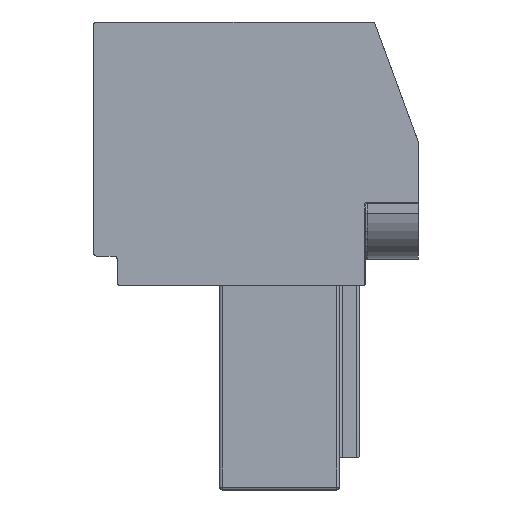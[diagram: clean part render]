
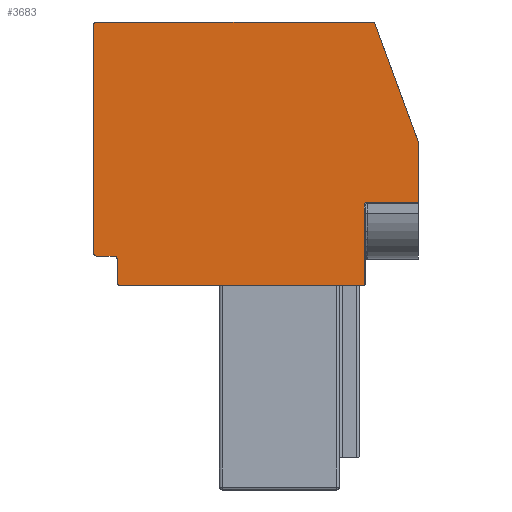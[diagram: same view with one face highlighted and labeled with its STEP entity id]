
A CAD part, front view. The second image highlights one B-rep face of the part: STEP entity #3683.
In plain terms, the highlighted planar face has unit normal (0, -1, 0).
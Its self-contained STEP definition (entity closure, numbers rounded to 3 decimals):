
#340 = VERTEX_POINT ( 'NONE', #9631 ) ;
#563 = EDGE_CURVE ( 'NONE', #14970, #18752, #15884, .T. ) ;
#619 = CARTESIAN_POINT ( 'NONE',  ( -43.4, -76.154, -3.786 ) ) ;
#650 = DIRECTION ( 'NONE',  ( -1., 0., 0. ) ) ;
#671 = ORIENTED_EDGE ( 'NONE', *, *, #3173, .T. ) ;
#930 = CIRCLE ( 'NONE', #18422, 0.1 ) ;
#939 = EDGE_CURVE ( 'NONE', #10577, #4439, #7479, .T. ) ;
#953 = LINE ( 'NONE', #7267, #5742 ) ;
#977 = ORIENTED_EDGE ( 'NONE', *, *, #11667, .T. ) ;
#1079 = AXIS2_PLACEMENT_3D ( 'NONE', #21444, #21424, #21413 ) ;
#1086 = CARTESIAN_POINT ( 'NONE',  ( -42.5, -76.154, -12.786 ) ) ;
#1175 = VECTOR ( 'NONE', #3203, 1000. ) ;
#1366 = VERTEX_POINT ( 'NONE', #21600 ) ;
#1600 = VERTEX_POINT ( 'NONE', #2050 ) ;
#1972 = EDGE_CURVE ( 'NONE', #25841, #340, #26130, .T. ) ;
#2010 = ORIENTED_EDGE ( 'NONE', *, *, #1972, .T. ) ;
#2045 = ORIENTED_EDGE ( 'NONE', *, *, #8193, .T. ) ;
#2050 = CARTESIAN_POINT ( 'NONE',  ( -43.4, -76.154, -3.886 ) ) ;
#2447 = AXIS2_PLACEMENT_3D ( 'NONE', #24851, #24831, #24826 ) ;
#2667 = VECTOR ( 'NONE', #25334, 1000. ) ;
#3135 = DIRECTION ( 'NONE',  ( 0., 0., -1. ) ) ;
#3173 = EDGE_CURVE ( 'NONE', #1366, #25841, #7058, .T. ) ;
#3203 = DIRECTION ( 'NONE',  ( 0., 0., 1. ) ) ;
#3523 = DIRECTION ( 'NONE',  ( -0.344, 0., 0.939 ) ) ;
#3683 = ADVANCED_FACE ( 'NONE', ( #12322 ), #5952, .F. ) ;
#4029 = EDGE_CURVE ( 'NONE', #5841, #8058, #930, .T. ) ;
#4439 = VERTEX_POINT ( 'NONE', #6079 ) ;
#4903 = VERTEX_POINT ( 'NONE', #19781 ) ;
#5140 = CARTESIAN_POINT ( 'NONE',  ( -42.7, -76.154, -11.786 ) ) ;
#5553 = EDGE_CURVE ( 'NONE', #14525, #20216, #18577, .T. ) ;
#5589 = CARTESIAN_POINT ( 'NONE',  ( -43.3, -76.154, -3.886 ) ) ;
#5619 = ORIENTED_EDGE ( 'NONE', *, *, #7824, .T. ) ;
#5742 = VECTOR ( 'NONE', #3135, 1000. ) ;
#5774 = ORIENTED_EDGE ( 'NONE', *, *, #563, .T. ) ;
#5841 = VERTEX_POINT ( 'NONE', #23244 ) ;
#5952 = PLANE ( 'NONE',  #24961 ) ;
#5996 = CARTESIAN_POINT ( 'NONE',  ( -42.6, -76.154, 0. ) ) ;
#6079 = CARTESIAN_POINT ( 'NONE',  ( -43.3, -76.154, -11.786 ) ) ;
#6629 = LINE ( 'NONE', #9366, #1175 ) ;
#7058 = CIRCLE ( 'NONE', #2447, 0.1 ) ;
#7127 = ORIENTED_EDGE ( 'NONE', *, *, #13512, .T. ) ;
#7267 = CARTESIAN_POINT ( 'NONE',  ( -43.4, -76.154, -12.786 ) ) ;
#7479 = CIRCLE ( 'NONE', #1079, 0.1 ) ;
#7676 = DIRECTION ( 'NONE',  ( 0., 0., 1. ) ) ;
#7824 = EDGE_CURVE ( 'NONE', #340, #1600, #17729, .T. ) ;
#8058 = VERTEX_POINT ( 'NONE', #14679 ) ;
#8081 = DIRECTION ( 'NONE',  ( 0., 0., -1. ) ) ;
#8118 = EDGE_LOOP ( 'NONE', ( #21804, #2045, #9731, #14709, #14479, #671, #2010, #5619, #7127, #25192, #24981, #16322, #977, #5774, #20683, #12345 ) ) ;
#8193 = EDGE_CURVE ( 'NONE', #4903, #15690, #25097, .T. ) ;
#8954 = DIRECTION ( 'NONE',  ( 1., 0., 0. ) ) ;
#9069 = DIRECTION ( 'NONE',  ( 0., 0., 1. ) ) ;
#9078 = EDGE_CURVE ( 'NONE', #18752, #10927, #16844, .T. ) ;
#9129 = DIRECTION ( 'NONE',  ( 0., 1., 0. ) ) ;
#9226 = CARTESIAN_POINT ( 'NONE',  ( -42.7, -76.154, -11.886 ) ) ;
#9357 = VECTOR ( 'NONE', #18160, 1000. ) ;
#9366 = CARTESIAN_POINT ( 'NONE',  ( -34.15, -76.154, 0. ) ) ;
#9631 = CARTESIAN_POINT ( 'NONE',  ( -43.3, -76.154, -3.786 ) ) ;
#9731 = ORIENTED_EDGE ( 'NONE', *, *, #11873, .T. ) ;
#10100 = DIRECTION ( 'NONE',  ( 0., -1., 0. ) ) ;
#10548 = CARTESIAN_POINT ( 'NONE',  ( 0., -76.154, -11.786 ) ) ;
#10577 = VERTEX_POINT ( 'NONE', #23447 ) ;
#10638 = DIRECTION ( 'NONE',  ( 1., 0., 0. ) ) ;
#10716 = CARTESIAN_POINT ( 'NONE',  ( -32.3, -76.154, -9.936 ) ) ;
#10828 = CARTESIAN_POINT ( 'NONE',  ( -32.4, -76.154, -7.904 ) ) ;
#10832 = DIRECTION ( 'NONE',  ( 0., -1., 0. ) ) ;
#10886 = DIRECTION ( 'NONE',  ( 0., 0., 1. ) ) ;
#10927 = VERTEX_POINT ( 'NONE', #23750 ) ;
#10946 = AXIS2_PLACEMENT_3D ( 'NONE', #15903, #15898, #15877 ) ;
#11320 = CARTESIAN_POINT ( 'NONE',  ( -42.6, -76.154, -11.886 ) ) ;
#11667 = EDGE_CURVE ( 'NONE', #20216, #14970, #17277, .T. ) ;
#11873 = EDGE_CURVE ( 'NONE', #15690, #5841, #21474, .T. ) ;
#12322 = FACE_OUTER_BOUND ( 'NONE', #8118, .T. ) ;
#12345 = ORIENTED_EDGE ( 'NONE', *, *, #23299, .T. ) ;
#12645 = LINE ( 'NONE', #18041, #18155 ) ;
#13512 = EDGE_CURVE ( 'NONE', #1600, #10577, #953, .T. ) ;
#13735 = EDGE_CURVE ( 'NONE', #4903, #15770, #26690, .T. ) ;
#13896 = EDGE_CURVE ( 'NONE', #4439, #14525, #21649, .T. ) ;
#14479 = ORIENTED_EDGE ( 'NONE', *, *, #19852, .T. ) ;
#14525 = VERTEX_POINT ( 'NONE', #5140 ) ;
#14679 = CARTESIAN_POINT ( 'NONE',  ( -32.306, -76.154, -7.869 ) ) ;
#14709 = ORIENTED_EDGE ( 'NONE', *, *, #4029, .T. ) ;
#14970 = VERTEX_POINT ( 'NONE', #25624 ) ;
#15049 = AXIS2_PLACEMENT_3D ( 'NONE', #5589, #20123, #7676 ) ;
#15156 = DIRECTION ( 'NONE',  ( 0., 0., 1. ) ) ;
#15690 = VERTEX_POINT ( 'NONE', #10716 ) ;
#15770 = VERTEX_POINT ( 'NONE', #19331 ) ;
#15877 = DIRECTION ( 'NONE',  ( 0., 0., 1. ) ) ;
#15884 = CIRCLE ( 'NONE', #10946, 0.1 ) ;
#15898 = DIRECTION ( 'NONE',  ( 0., -1., 0. ) ) ;
#15903 = CARTESIAN_POINT ( 'NONE',  ( -42.5, -76.154, -12.686 ) ) ;
#16138 = VECTOR ( 'NONE', #10638, 1000. ) ;
#16322 = ORIENTED_EDGE ( 'NONE', *, *, #5553, .T. ) ;
#16844 = LINE ( 'NONE', #24293, #9357 ) ;
#16890 = CARTESIAN_POINT ( 'NONE',  ( -33.87, -76.154, -3.786 ) ) ;
#17277 = LINE ( 'NONE', #5996, #22034 ) ;
#17729 = CIRCLE ( 'NONE', #15049, 0.1 ) ;
#18041 = CARTESIAN_POINT ( 'NONE',  ( -33.8, -76.154, -3.786 ) ) ;
#18155 = VECTOR ( 'NONE', #3523, 1000. ) ;
#18160 = DIRECTION ( 'NONE',  ( 1., 0., 0. ) ) ;
#18422 = AXIS2_PLACEMENT_3D ( 'NONE', #10828, #10832, #10886 ) ;
#18577 = CIRCLE ( 'NONE', #22260, 0.1 ) ;
#18752 = VERTEX_POINT ( 'NONE', #1086 ) ;
#19331 = CARTESIAN_POINT ( 'NONE',  ( -34.15, -76.154, -10.036 ) ) ;
#19781 = CARTESIAN_POINT ( 'NONE',  ( -34.05, -76.154, -9.936 ) ) ;
#19852 = EDGE_CURVE ( 'NONE', #8058, #1366, #12645, .T. ) ;
#20123 = DIRECTION ( 'NONE',  ( 0., -1., 0. ) ) ;
#20216 = VERTEX_POINT ( 'NONE', #11320 ) ;
#20339 = DIRECTION ( 'NONE',  ( 0., 1., 0. ) ) ;
#20389 = VECTOR ( 'NONE', #650, 1000. ) ;
#20683 = ORIENTED_EDGE ( 'NONE', *, *, #9078, .T. ) ;
#21413 = DIRECTION ( 'NONE',  ( 0., 0., 1. ) ) ;
#21424 = DIRECTION ( 'NONE',  ( 0., -1., 0. ) ) ;
#21444 = CARTESIAN_POINT ( 'NONE',  ( -43.3, -76.154, -11.686 ) ) ;
#21474 = LINE ( 'NONE', #23323, #2667 ) ;
#21600 = CARTESIAN_POINT ( 'NONE',  ( -33.776, -76.154, -3.852 ) ) ;
#21649 = LINE ( 'NONE', #10548, #16138 ) ;
#21652 = AXIS2_PLACEMENT_3D ( 'NONE', #22518, #10100, #24550 ) ;
#21804 = ORIENTED_EDGE ( 'NONE', *, *, #13735, .F. ) ;
#22034 = VECTOR ( 'NONE', #8081, 1000. ) ;
#22260 = AXIS2_PLACEMENT_3D ( 'NONE', #9226, #9129, #9069 ) ;
#22518 = CARTESIAN_POINT ( 'NONE',  ( -34.05, -76.154, -10.036 ) ) ;
#23244 = CARTESIAN_POINT ( 'NONE',  ( -32.3, -76.154, -7.904 ) ) ;
#23299 = EDGE_CURVE ( 'NONE', #10927, #15770, #6629, .T. ) ;
#23323 = CARTESIAN_POINT ( 'NONE',  ( -32.3, -76.154, -3.786 ) ) ;
#23447 = CARTESIAN_POINT ( 'NONE',  ( -43.4, -76.154, -11.686 ) ) ;
#23539 = VECTOR ( 'NONE', #8954, 1000. ) ;
#23750 = CARTESIAN_POINT ( 'NONE',  ( -34.15, -76.154, -12.786 ) ) ;
#24293 = CARTESIAN_POINT ( 'NONE',  ( -32.3, -76.154, -12.786 ) ) ;
#24550 = DIRECTION ( 'NONE',  ( 0., 0., 1. ) ) ;
#24826 = DIRECTION ( 'NONE',  ( 0., 0., 1. ) ) ;
#24831 = DIRECTION ( 'NONE',  ( 0., -1., 0. ) ) ;
#24851 = CARTESIAN_POINT ( 'NONE',  ( -33.87, -76.154, -3.886 ) ) ;
#24961 = AXIS2_PLACEMENT_3D ( 'NONE', #25954, #20339, #15156 ) ;
#24981 = ORIENTED_EDGE ( 'NONE', *, *, #13896, .T. ) ;
#25097 = LINE ( 'NONE', #25475, #23539 ) ;
#25192 = ORIENTED_EDGE ( 'NONE', *, *, #939, .T. ) ;
#25334 = DIRECTION ( 'NONE',  ( 0., 0., 1. ) ) ;
#25475 = CARTESIAN_POINT ( 'NONE',  ( 0., -76.154, -9.936 ) ) ;
#25624 = CARTESIAN_POINT ( 'NONE',  ( -42.6, -76.154, -12.686 ) ) ;
#25841 = VERTEX_POINT ( 'NONE', #16890 ) ;
#25954 = CARTESIAN_POINT ( 'NONE',  ( 0., -76.154, 0. ) ) ;
#26130 = LINE ( 'NONE', #619, #20389 ) ;
#26690 = CIRCLE ( 'NONE', #21652, 0.1 ) ;
